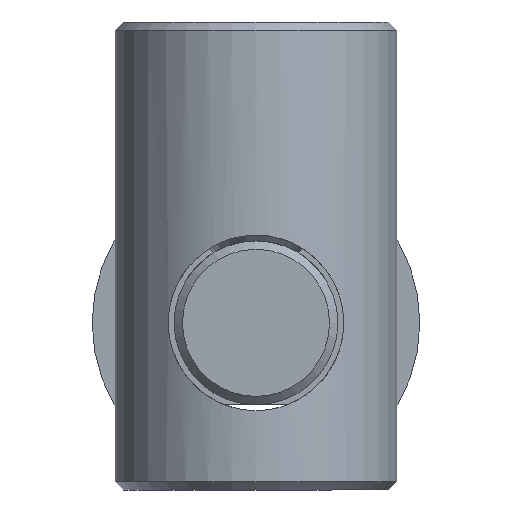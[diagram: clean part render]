
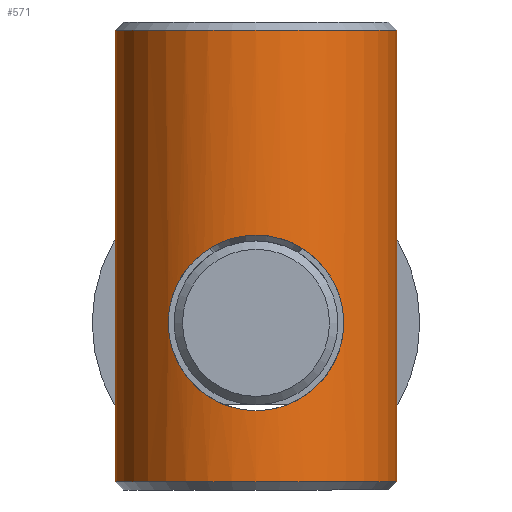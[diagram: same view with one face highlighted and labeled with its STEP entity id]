
A CAD part, left-side view. The second image highlights one B-rep face of the part: STEP entity #571.
In plain terms, the highlighted cylindrical face has radius 8.425 mm (diameter 16.85 mm), a full revolution.
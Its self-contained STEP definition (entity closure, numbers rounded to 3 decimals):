
#49=FACE_BOUND('',#101,.T.);
#57=B_SPLINE_CURVE_WITH_KNOTS('',3,(#1012,#1013,#1014,#1015,#1016,#1017,
#1018,#1019,#1020,#1021,#1022,#1023,#1024,#1025,#1026,#1027,#1028,#1029,
#1030),.UNSPECIFIED.,.F.,.F.,(4,2,2,2,3,2,2,2,4),(2.456,2.66,
2.863,3.069,3.274,3.48,3.685,
3.889,4.093),.UNSPECIFIED.);
#58=B_SPLINE_CURVE_WITH_KNOTS('',3,(#1036,#1037,#1038,#1039,#1040,#1041,
#1042,#1043,#1044,#1045,#1046,#1047,#1048,#1049,#1050,#1051,#1052,#1053),
 .UNSPECIFIED.,.F.,.F.,(4,2,2,2,2,2,2,2,4),(4.093,4.297,
4.501,4.706,4.912,5.117,5.322,
5.526,5.73),.UNSPECIFIED.);
#59=B_SPLINE_CURVE_WITH_KNOTS('',3,(#1056,#1057,#1058,#1059,#1060,#1061,
#1062,#1063,#1064,#1065,#1066,#1067,#1068,#1069,#1070,#1071,#1072,#1073,
#1074,#1075,#1076,#1077,#1078,#1079,#1080,#1081,#1082,#1083,#1084,#1085,
#1086,#1087,#1088,#1089),.UNSPECIFIED.,.T.,.F.,(4,2,2,2,2,2,2,2,2,2,2,2,
2,2,2,2,4),(0.,0.205,0.411,0.615,0.819,
1.022,1.226,1.432,1.637,1.843,
2.048,2.252,2.456,2.66,2.863,
3.069,3.274),.UNSPECIFIED.);
#64=FACE_OUTER_BOUND('',#100,.T.);
#100=EDGE_LOOP('',(#409,#410,#411,#412,#413,#414,#415,#416,#417,#418));
#101=EDGE_LOOP('',(#419));
#141=LINE('',#1010,#185);
#142=LINE('',#1032,#186);
#185=VECTOR('',#718,8.425);
#186=VECTOR('',#719,8.425);
#233=CIRCLE('',#638,8.425);
#234=CIRCLE('',#639,8.425);
#235=CIRCLE('',#640,8.425);
#236=CIRCLE('',#641,8.425);
#264=VERTEX_POINT('',#1006);
#265=VERTEX_POINT('',#1007);
#266=VERTEX_POINT('',#1009);
#267=VERTEX_POINT('',#1011);
#268=VERTEX_POINT('',#1031);
#269=VERTEX_POINT('',#1033);
#270=VERTEX_POINT('',#1055);
#322=EDGE_CURVE('',#264,#265,#233,.T.);
#323=EDGE_CURVE('',#265,#266,#141,.T.);
#324=EDGE_CURVE('',#266,#267,#57,.T.);
#325=EDGE_CURVE('',#267,#268,#142,.T.);
#326=EDGE_CURVE('',#268,#269,#234,.T.);
#327=EDGE_CURVE('',#269,#268,#235,.T.);
#328=EDGE_CURVE('',#267,#266,#58,.T.);
#329=EDGE_CURVE('',#265,#264,#236,.T.);
#330=EDGE_CURVE('',#270,#270,#59,.T.);
#409=ORIENTED_EDGE('',*,*,#322,.T.);
#410=ORIENTED_EDGE('',*,*,#323,.T.);
#411=ORIENTED_EDGE('',*,*,#324,.T.);
#412=ORIENTED_EDGE('',*,*,#325,.T.);
#413=ORIENTED_EDGE('',*,*,#326,.T.);
#414=ORIENTED_EDGE('',*,*,#327,.T.);
#415=ORIENTED_EDGE('',*,*,#325,.F.);
#416=ORIENTED_EDGE('',*,*,#328,.T.);
#417=ORIENTED_EDGE('',*,*,#323,.F.);
#418=ORIENTED_EDGE('',*,*,#329,.T.);
#419=ORIENTED_EDGE('',*,*,#330,.T.);
#563=CYLINDRICAL_SURFACE('',#637,8.425);
#571=ADVANCED_FACE('',(#64,#49),#563,.T.);
#637=AXIS2_PLACEMENT_3D('',#1005,#714,#715);
#638=AXIS2_PLACEMENT_3D('',#1008,#716,#717);
#639=AXIS2_PLACEMENT_3D('',#1034,#720,#721);
#640=AXIS2_PLACEMENT_3D('',#1035,#722,#723);
#641=AXIS2_PLACEMENT_3D('',#1054,#724,#725);
#714=DIRECTION('center_axis',(0.,0.,1.));
#715=DIRECTION('ref_axis',(1.,0.,0.));
#716=DIRECTION('center_axis',(0.,0.,-1.));
#717=DIRECTION('ref_axis',(1.,0.,0.));
#718=DIRECTION('',(0.,0.,-1.));
#719=DIRECTION('',(0.,0.,-1.));
#720=DIRECTION('center_axis',(0.,0.,1.));
#721=DIRECTION('ref_axis',(1.,0.,0.));
#722=DIRECTION('center_axis',(0.,0.,1.));
#723=DIRECTION('ref_axis',(1.,0.,0.));
#724=DIRECTION('center_axis',(0.,0.,-1.));
#725=DIRECTION('ref_axis',(1.,0.,0.));
#1005=CARTESIAN_POINT('Origin',(-22.5,0.,-10.));
#1006=CARTESIAN_POINT('',(-14.075,0.,17.5));
#1007=CARTESIAN_POINT('',(-30.925,0.,17.5));
#1008=CARTESIAN_POINT('Origin',(-22.5,0.,17.5));
#1009=CARTESIAN_POINT('',(-30.925,0.,5.25));
#1010=CARTESIAN_POINT('',(-30.925,0.,-10.));
#1011=CARTESIAN_POINT('',(-30.925,0.,-5.25));
#1012=CARTESIAN_POINT('Ctrl Pts',(-30.925,0.,5.25));
#1013=CARTESIAN_POINT('Ctrl Pts',(-30.925,-0.679,5.25));
#1014=CARTESIAN_POINT('Ctrl Pts',(-30.836,-1.392,5.11));
#1015=CARTESIAN_POINT('Ctrl Pts',(-30.515,-2.681,4.568));
#1016=CARTESIAN_POINT('Ctrl Pts',(-30.286,-3.258,4.166));
#1017=CARTESIAN_POINT('Ctrl Pts',(-29.838,-4.17,3.255));
#1018=CARTESIAN_POINT('Ctrl Pts',(-29.586,-4.569,2.678));
#1019=CARTESIAN_POINT('Ctrl Pts',(-29.207,-5.109,1.394));
#1020=CARTESIAN_POINT('Ctrl Pts',(-29.089,-5.25,0.685));
#1021=CARTESIAN_POINT('Ctrl Pts',(-29.089,-5.25,0.));
#1022=CARTESIAN_POINT('Ctrl Pts',(-29.089,-5.25,-0.685));
#1023=CARTESIAN_POINT('Ctrl Pts',(-29.207,-5.109,-1.394));
#1024=CARTESIAN_POINT('Ctrl Pts',(-29.586,-4.569,-2.678));
#1025=CARTESIAN_POINT('Ctrl Pts',(-29.838,-4.17,-3.255));
#1026=CARTESIAN_POINT('Ctrl Pts',(-30.286,-3.258,-4.166));
#1027=CARTESIAN_POINT('Ctrl Pts',(-30.515,-2.681,-4.568));
#1028=CARTESIAN_POINT('Ctrl Pts',(-30.836,-1.392,-5.11));
#1029=CARTESIAN_POINT('Ctrl Pts',(-30.925,-0.679,-5.25));
#1030=CARTESIAN_POINT('Ctrl Pts',(-30.925,0.,-5.25));
#1031=CARTESIAN_POINT('',(-30.925,0.,-9.5));
#1032=CARTESIAN_POINT('',(-30.925,0.,-10.));
#1033=CARTESIAN_POINT('',(-22.5,8.425,-9.5));
#1034=CARTESIAN_POINT('Origin',(-22.5,0.,-9.5));
#1035=CARTESIAN_POINT('Origin',(-22.5,0.,-9.5));
#1036=CARTESIAN_POINT('Ctrl Pts',(-30.925,0.,-5.25));
#1037=CARTESIAN_POINT('Ctrl Pts',(-30.925,0.679,-5.25));
#1038=CARTESIAN_POINT('Ctrl Pts',(-30.836,1.392,-5.11));
#1039=CARTESIAN_POINT('Ctrl Pts',(-30.515,2.681,-4.568));
#1040=CARTESIAN_POINT('Ctrl Pts',(-30.286,3.258,-4.166));
#1041=CARTESIAN_POINT('Ctrl Pts',(-29.838,4.17,-3.255));
#1042=CARTESIAN_POINT('Ctrl Pts',(-29.586,4.569,-2.678));
#1043=CARTESIAN_POINT('Ctrl Pts',(-29.207,5.109,-1.394));
#1044=CARTESIAN_POINT('Ctrl Pts',(-29.089,5.25,-0.685));
#1045=CARTESIAN_POINT('Ctrl Pts',(-29.089,5.25,0.685));
#1046=CARTESIAN_POINT('Ctrl Pts',(-29.207,5.109,1.394));
#1047=CARTESIAN_POINT('Ctrl Pts',(-29.586,4.569,2.678));
#1048=CARTESIAN_POINT('Ctrl Pts',(-29.838,4.17,3.255));
#1049=CARTESIAN_POINT('Ctrl Pts',(-30.286,3.258,4.166));
#1050=CARTESIAN_POINT('Ctrl Pts',(-30.515,2.681,4.568));
#1051=CARTESIAN_POINT('Ctrl Pts',(-30.836,1.392,5.11));
#1052=CARTESIAN_POINT('Ctrl Pts',(-30.925,0.679,5.25));
#1053=CARTESIAN_POINT('Ctrl Pts',(-30.925,0.,5.25));
#1054=CARTESIAN_POINT('Origin',(-22.5,0.,17.5));
#1055=CARTESIAN_POINT('',(-14.075,0.,-5.25));
#1056=CARTESIAN_POINT('Ctrl Pts',(-15.911,-5.25,0.));
#1057=CARTESIAN_POINT('Ctrl Pts',(-15.911,-5.25,0.685));
#1058=CARTESIAN_POINT('Ctrl Pts',(-15.793,-5.109,1.394));
#1059=CARTESIAN_POINT('Ctrl Pts',(-15.414,-4.569,2.678));
#1060=CARTESIAN_POINT('Ctrl Pts',(-15.162,-4.17,3.255));
#1061=CARTESIAN_POINT('Ctrl Pts',(-14.714,-3.258,4.166));
#1062=CARTESIAN_POINT('Ctrl Pts',(-14.485,-2.681,4.568));
#1063=CARTESIAN_POINT('Ctrl Pts',(-14.164,-1.392,5.11));
#1064=CARTESIAN_POINT('Ctrl Pts',(-14.075,-0.679,5.25));
#1065=CARTESIAN_POINT('Ctrl Pts',(-14.075,0.679,5.25));
#1066=CARTESIAN_POINT('Ctrl Pts',(-14.164,1.392,5.11));
#1067=CARTESIAN_POINT('Ctrl Pts',(-14.485,2.681,4.568));
#1068=CARTESIAN_POINT('Ctrl Pts',(-14.714,3.258,4.166));
#1069=CARTESIAN_POINT('Ctrl Pts',(-15.162,4.17,3.255));
#1070=CARTESIAN_POINT('Ctrl Pts',(-15.414,4.569,2.678));
#1071=CARTESIAN_POINT('Ctrl Pts',(-15.793,5.109,1.394));
#1072=CARTESIAN_POINT('Ctrl Pts',(-15.911,5.25,0.685));
#1073=CARTESIAN_POINT('Ctrl Pts',(-15.911,5.25,-0.685));
#1074=CARTESIAN_POINT('Ctrl Pts',(-15.793,5.109,-1.394));
#1075=CARTESIAN_POINT('Ctrl Pts',(-15.414,4.569,-2.678));
#1076=CARTESIAN_POINT('Ctrl Pts',(-15.162,4.17,-3.255));
#1077=CARTESIAN_POINT('Ctrl Pts',(-14.714,3.258,-4.166));
#1078=CARTESIAN_POINT('Ctrl Pts',(-14.485,2.681,-4.568));
#1079=CARTESIAN_POINT('Ctrl Pts',(-14.164,1.392,-5.11));
#1080=CARTESIAN_POINT('Ctrl Pts',(-14.075,0.679,-5.25));
#1081=CARTESIAN_POINT('Ctrl Pts',(-14.075,-0.679,-5.25));
#1082=CARTESIAN_POINT('Ctrl Pts',(-14.164,-1.392,-5.11));
#1083=CARTESIAN_POINT('Ctrl Pts',(-14.485,-2.681,-4.568));
#1084=CARTESIAN_POINT('Ctrl Pts',(-14.714,-3.258,-4.166));
#1085=CARTESIAN_POINT('Ctrl Pts',(-15.162,-4.17,-3.255));
#1086=CARTESIAN_POINT('Ctrl Pts',(-15.414,-4.569,-2.678));
#1087=CARTESIAN_POINT('Ctrl Pts',(-15.793,-5.109,-1.394));
#1088=CARTESIAN_POINT('Ctrl Pts',(-15.911,-5.25,-0.685));
#1089=CARTESIAN_POINT('Ctrl Pts',(-15.911,-5.25,0.));
